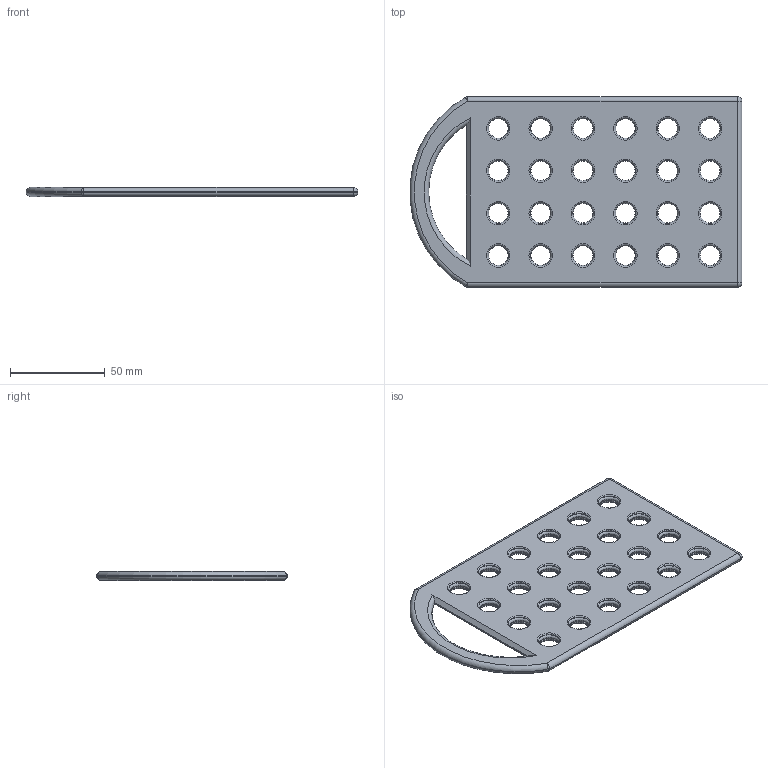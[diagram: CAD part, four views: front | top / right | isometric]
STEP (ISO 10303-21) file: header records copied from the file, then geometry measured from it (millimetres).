
FILE_DESCRIPTION(/* description */ (''),/* implementation_level */ '2;1');
FILE_NAME(/* name */ 'Neverdrop_TubeHolder.step',/* time_stamp */ '2025-07-15T00:28:43-04:00',/* author */ (''),/* organization */ (''),/* preprocessor_version */ 'ST-DEVELOPER v20.1',/* originating_system */ 'Autodesk Translation Framework v14.10.0.0',/* authorisation */ '');
FILE_SCHEMA (('AUTOMOTIVE_DESIGN { 1 0 10303 214 3 1 1 }'));
Length unit declared in the file: millimetre
Products named in the file (5): TubeHolder_2; Tray; Gasket; Component8; Component9
Assembly tree (50 placements, depth 2):
  TubeHolder_2
    Tray
    Component8  x24
    Component9  x24
    Gasket
Bounding box: 175.41 x 100.8 x 4.8 mm (x, y, z)
Volume: 61340.8 mm3; surface area: 76169.6 mm2
Topology: 121 solids, 121 shells, 1106 faces, 2586 edges, 1676 vertices
Faces by surface type: plane 818, cylinder 180, torus 100, sphere 8
Full cylindrical faces by diameter (mm): 10.3 x24, 11.2 x24, 12.1 x24
Entity records: 18137 total; most frequent: DIRECTION 3236, CARTESIAN_POINT 3079, ORIENTED_EDGE 2964, EDGE_CURVE 1482, AXIS2_PLACEMENT_3D 1153, VERTEX_POINT 940, LINE 930, VECTOR 930
